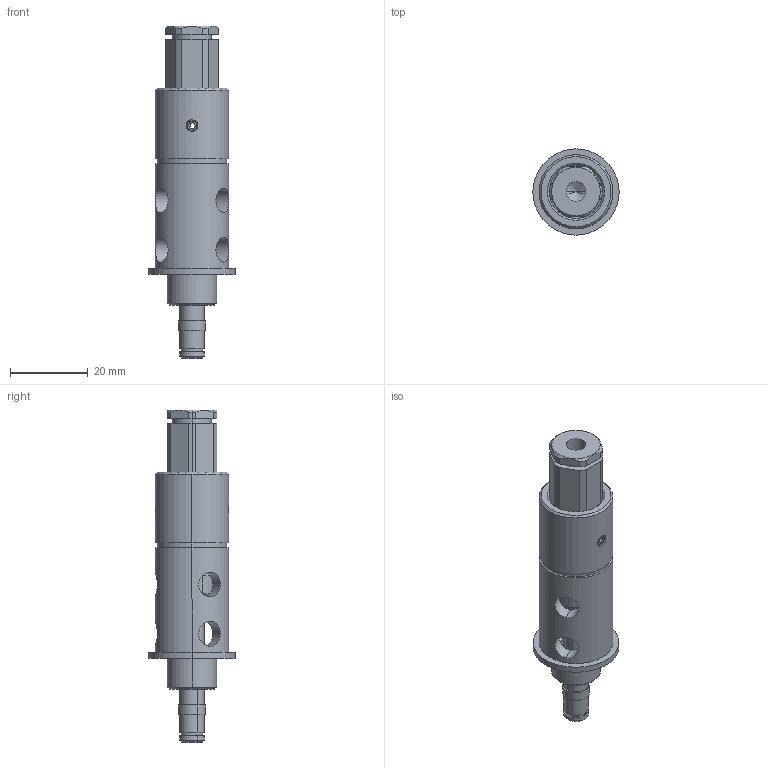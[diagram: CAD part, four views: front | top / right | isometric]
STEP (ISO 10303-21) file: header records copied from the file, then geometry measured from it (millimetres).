
FILE_DESCRIPTION (( 'STEP AP214' ), '1' );
FILE_NAME ('217-4099-STEP-20140807.STEP', '2014-08-07T14:05:52', ( '' ), ( '' ), 'SwSTEP 2.0', 'SolidWorks 2014', '' );
FILE_SCHEMA (( 'AUTOMOTIVE_DESIGN' ));
Length unit declared in the file: millimetre
Products named in the file (5): 217-4098-004 Rev1; 217-4098-005 Rev1_91612A226; 217-4099-STEP-20140807; 217-4098-003 Rev2; 217-4099-002 Rev3
Assembly tree (4 placements, depth 2):
  217-4099-STEP-20140807
    217-4098-005 Rev1_91612A226
    217-4098-003 Rev2
    217-4099-002 Rev3
    217-4098-004 Rev1
Bounding box: 22.23 x 22.23 x 85.6 mm (x, y, z)
Volume: 14487.2 mm3; surface area: 10659.7 mm2
Topology: 4 solids, 4 shells, 177 faces, 433 edges, 271 vertices
Faces by surface type: cylinder 84, plane 46, cone 35, torus 12
Entity records: 6433 total; most frequent: CARTESIAN_POINT 1906, DIRECTION 945, ORIENTED_EDGE 862, EDGE_CURVE 431, AXIS2_PLACEMENT_3D 384, VERTEX_POINT 271, EDGE_LOOP 208, CIRCLE 200
